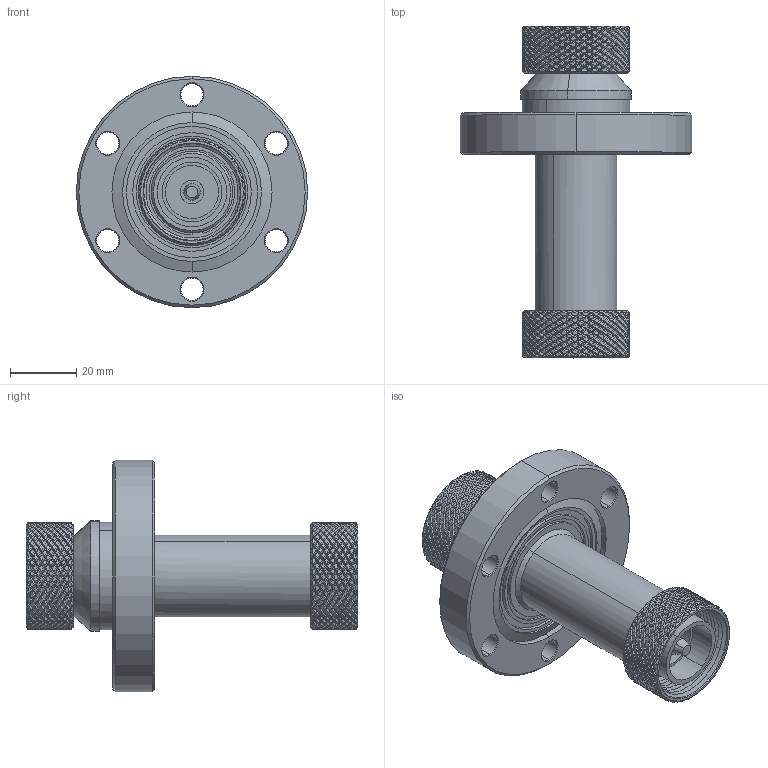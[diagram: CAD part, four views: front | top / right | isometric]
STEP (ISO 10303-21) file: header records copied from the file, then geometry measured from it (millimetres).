
FILE_DESCRIPTION (( 'STEP AP203' ), '1' );
FILE_NAME ('A12858-1-CF.STEP', '2017-02-02T13:02:51', ( '' ), ( '' ), 'SwSTEP 2.0', 'SolidWorks 2017', '' );
FILE_SCHEMA (( 'CONFIG_CONTROL_DESIGN' ));
Length unit declared in the file: inch
Products named in the file (1): A12858-1-CF
Bounding box: 69.85 x 100.18 x 69.85 mm (x, y, z)
Volume: 64471.4 mm3; surface area: 40414.8 mm2
Topology: 1 solids, 1 shells, 3103 faces, 9101 edges, 6025 vertices
Faces by surface type: bspline 1920, cylinder 1002, cone 138, plane 43
Entity records: 163055 total; most frequent: CARTESIAN_POINT 108830, ORIENTED_EDGE 18198, EDGE_CURVE 9099, VERTEX_POINT 6025, B_SPLINE_CURVE_WITH_KNOTS 3860, DIRECTION 3652, EDGE_LOOP 3146, ADVANCED_FACE 3103
